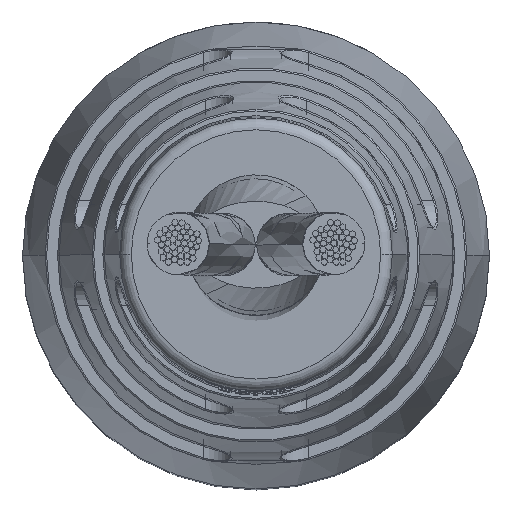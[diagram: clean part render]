
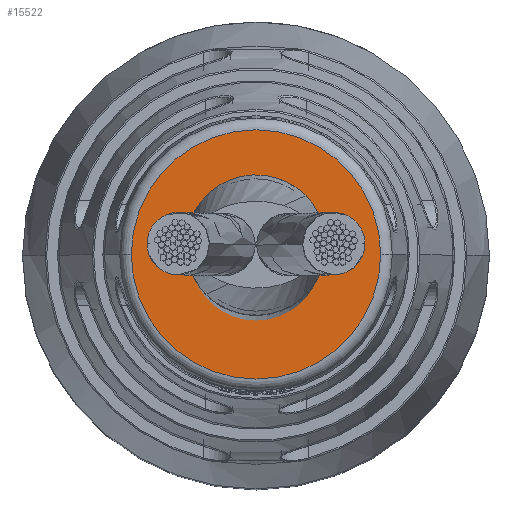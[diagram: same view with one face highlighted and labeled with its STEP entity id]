
A CAD part, top view. The second image highlights one B-rep face of the part: STEP entity #15522.
In plain terms, the highlighted face is planar.
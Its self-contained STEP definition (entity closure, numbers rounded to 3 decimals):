
#4080 = CARTESIAN_POINT ( 'NONE',  ( -39.254, 3.5, 0. ) ) ;
#4998 = CIRCLE ( 'NONE', #21556, 3.203 ) ;
#7770 = DIRECTION ( 'NONE',  ( 0., 1., 0. ) ) ;
#8371 = DIRECTION ( 'NONE',  ( 1., 0., 0. ) ) ;
#9182 = ORIENTED_EDGE ( 'NONE', *, *, #26887, .T. ) ;
#9378 = AXIS2_PLACEMENT_3D ( 'NONE', #4080, #8371, #17236 ) ;
#9884 = CARTESIAN_POINT ( 'NONE',  ( -39.254, 0., 0. ) ) ;
#10031 = CARTESIAN_POINT ( 'NONE',  ( -39.254, -3.203, 0. ) ) ;
#11472 = CARTESIAN_POINT ( 'NONE',  ( -39.254, 3.203, 0. ) ) ;
#15522 = ADVANCED_FACE ( 'NONE', ( #16643 ), #23589, .F. ) ;
#16352 = ORIENTED_EDGE ( 'NONE', *, *, #22412, .T. ) ;
#16643 = FACE_OUTER_BOUND ( 'NONE', #19527, .T. ) ;
#16789 = DIRECTION ( 'NONE',  ( 0., 1., 0. ) ) ;
#17236 = DIRECTION ( 'NONE',  ( 0., 1., 0. ) ) ;
#19241 = AXIS2_PLACEMENT_3D ( 'NONE', #23057, #25490, #16789 ) ;
#19527 = EDGE_LOOP ( 'NONE', ( #9182, #16352 ) ) ;
#20843 = DIRECTION ( 'NONE',  ( -1., 0., 0. ) ) ;
#21556 = AXIS2_PLACEMENT_3D ( 'NONE', #9884, #20843, #7770 ) ;
#22412 = EDGE_CURVE ( 'NONE', #28090, #22991, #4998, .T. ) ;
#22991 = VERTEX_POINT ( 'NONE', #10031 ) ;
#23057 = CARTESIAN_POINT ( 'NONE',  ( -39.254, 0., 0. ) ) ;
#23589 = PLANE ( 'NONE',  #9378 ) ;
#25490 = DIRECTION ( 'NONE',  ( -1., 0., 0. ) ) ;
#26887 = EDGE_CURVE ( 'NONE', #22991, #28090, #27625, .T. ) ;
#27625 = CIRCLE ( 'NONE', #19241, 3.203 ) ;
#28090 = VERTEX_POINT ( 'NONE', #11472 ) ;
